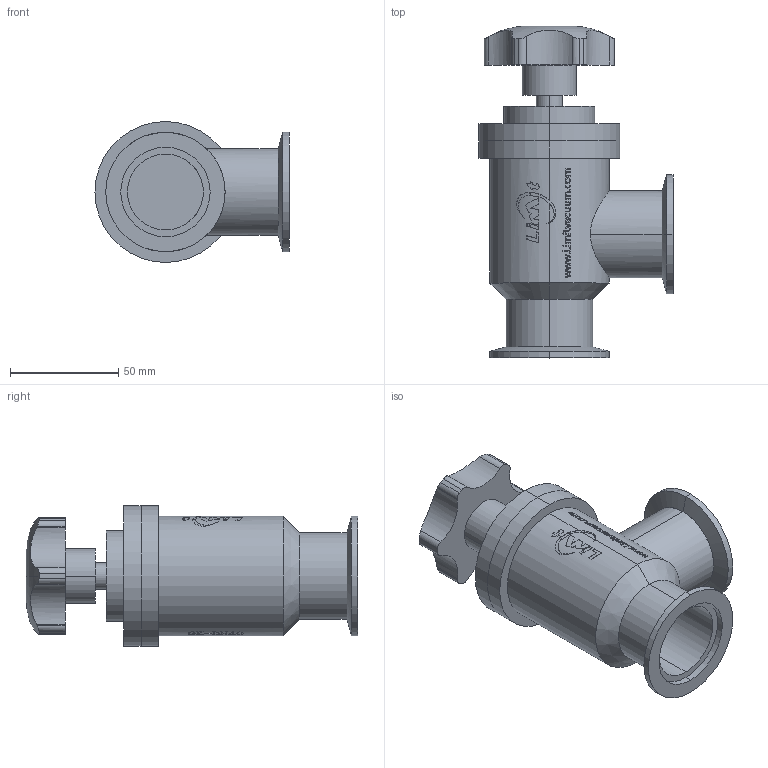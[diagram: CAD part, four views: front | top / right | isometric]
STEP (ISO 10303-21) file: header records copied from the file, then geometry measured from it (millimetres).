
FILE_DESCRIPTION (( 'STEP AP214' ), '1' );
FILE_NAME ('GK-DN40.STEP', '2024-05-14T08:19:56', ( '' ), ( '' ), 'SwSTEP 2.0', 'SolidWorks 2020', '' );
FILE_SCHEMA (( 'AUTOMOTIVE_DESIGN' ));
Length unit declared in the file: millimetre
Products named in the file (1): GK-DN40
Bounding box: 89.5 x 153 x 65 mm (x, y, z)
Volume: 260232.3 mm3; surface area: 68139 mm2
Topology: 3 solids, 3 shells, 646 faces, 1737 edges, 1153 vertices
Faces by surface type: bspline 290, plane 239, cylinder 109, cone 6, torus 2
Entity records: 63518 total; most frequent: CARTESIAN_POINT 49801, ORIENTED_EDGE 3474, DIRECTION 1752, EDGE_CURVE 1737, VERTEX_POINT 1153, B_SPLINE_CURVE_WITH_KNOTS 994, EDGE_LOOP 706, AXIS2_PLACEMENT_3D 654
